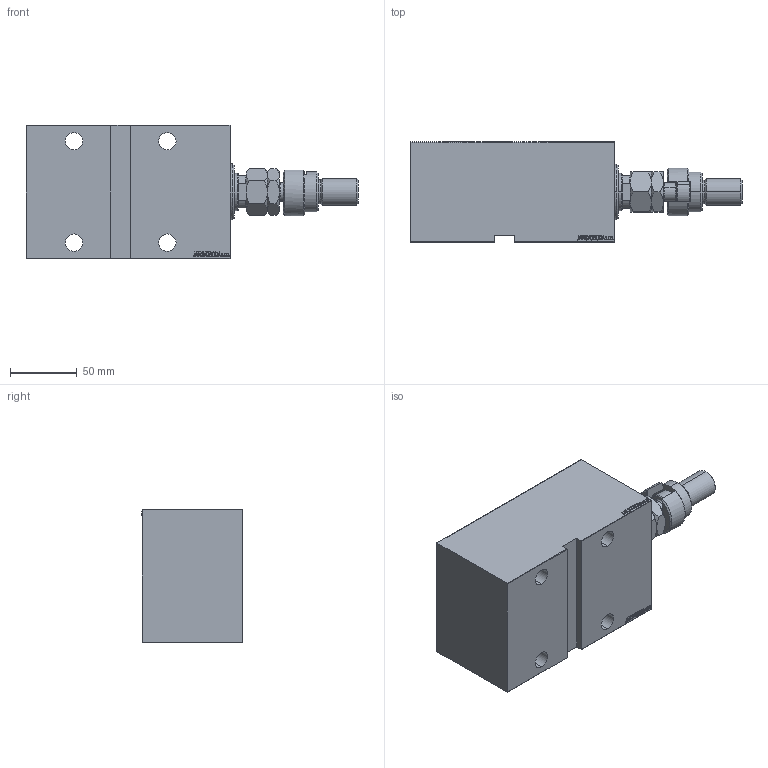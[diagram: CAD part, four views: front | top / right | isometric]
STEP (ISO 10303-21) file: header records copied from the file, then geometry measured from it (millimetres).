
FILE_DESCRIPTION (( 'STEP AP203' ), '1' );
FILE_NAME ('d8ac.STEP', '2022-04-17T02:03:53', ( '' ), ( '' ), 'SwSTEP 2.0', 'SolidWorks 2019', '' );
FILE_SCHEMA (( 'CONFIG_CONTROL_DESIGN' ));
Length unit declared in the file: millimetre
Products named in the file (7): MFA 11c7850adf97df5690cd7c673def5b69; d8ac; FEMALE_PART_FOR_DFA 11c7850adf97df5690cd7c673def5b69; V450CM_VC_B 11c7850adf97df5690cd7c673def5b69; V450CM_E_VCP 11c7850adf97df5690cd7c673def5b69; DFA 11c7850adf97df5690cd7c673def5b69; V450CM_E_Body 11c7850adf97df5690cd7c673def5b69
Assembly tree (6 placements, depth 3):
  d8ac
    V450CM_E_Body 11c7850adf97df5690cd7c673def5b69
    V450CM_E_VCP 11c7850adf97df5690cd7c673def5b69
    V450CM_VC_B 11c7850adf97df5690cd7c673def5b69
    DFA 11c7850adf97df5690cd7c673def5b69
      FEMALE_PART_FOR_DFA 11c7850adf97df5690cd7c673def5b69
      MFA 11c7850adf97df5690cd7c673def5b69
Bounding box: 249 x 75 x 100 mm (x, y, z)
Volume: 1006425.4 mm3; surface area: 150030.6 mm2
Topology: 5 solids, 5 shells, 946 faces, 2390 edges, 1569 vertices
Faces by surface type: plane 441, bspline 380, cylinder 67, cone 54, torus 4
Entity records: 46075 total; most frequent: CARTESIAN_POINT 25135, ORIENTED_EDGE 4776, DIRECTION 2912, EDGE_CURVE 2388, VERTEX_POINT 1569, VECTOR 1372, LINE 1372, EDGE_LOOP 1073
